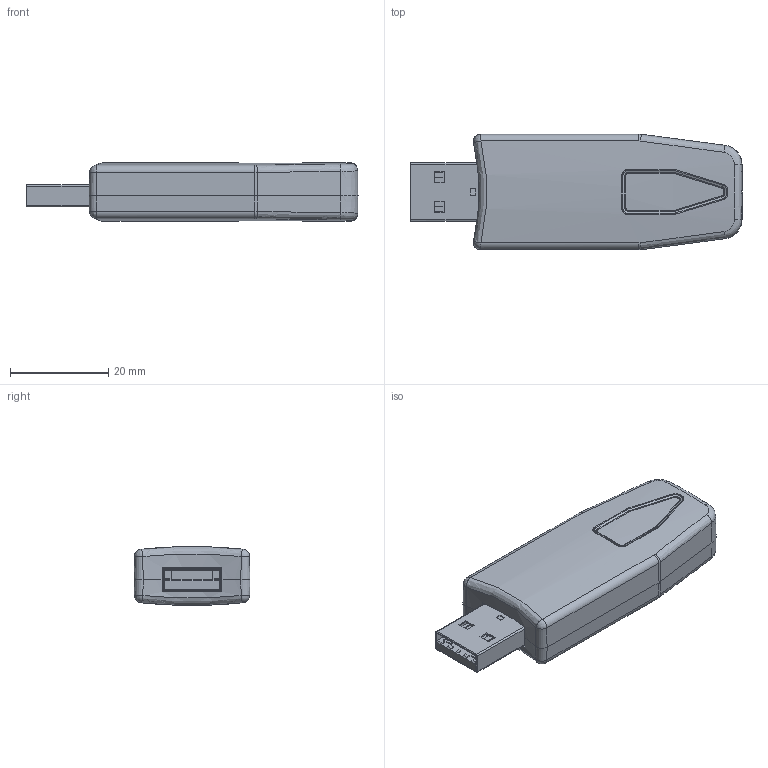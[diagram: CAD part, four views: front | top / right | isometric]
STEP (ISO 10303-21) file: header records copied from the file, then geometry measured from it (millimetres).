
FILE_DESCRIPTION(/* description */ ('Unknown'),/* implementation_level */ '2;1');
FILE_NAME(/* name */ '2605056081001',/* time_stamp */ '2018-08-06T11:19:34+02:00',/* author */ ('Unknown'),/* organization */ ('Unknown'),/* preprocessor_version */ 'ST-DEVELOPER v16.7',/* originating_system */ 'DEX',/* authorisation */ $);
FILE_SCHEMA (('AUTOMOTIVE_DESIGN {1 0 10303 214 3 1 1}'));
Length unit declared in the file: millimetre
Products named in the file (19): 2605056081001; ButtonCover; PCB.par; PCB; 629004113921; 629004113921_Shielding; 629004113921_Pin2; 629004113921_Pin1; 629004113921_Insulator; AMB8626-M; asmPad; ShieldingCabinet; AMB004F; AMB004C; solderPin; Switch-Connector; TopCover; Antenne
Assembly tree (42 placements, depth 5):
  2605056081001
    ButtonCover
    PCB.par
      PCB
      629004113921
        629004113921_Shielding
        629004113921_Pin2  x2
        629004113921_Pin1  x2
        629004113921_Insulator
      AMB8626-M
        PCB
        asmPad
        ShieldingCabinet
          AMB004F
          AMB004C
        solderPin  x23
      Switch-Connector
    TopCover
    Antenne
Bounding box: 67.75 x 23.65 x 12 mm (x, y, z)
Volume: 8014.2 mm3; surface area: 15502.9 mm2
Topology: 53 solids, 53 shells, 2135 faces, 5454 edges, 3474 vertices
Faces by surface type: plane 1289, cylinder 522, bspline 184, cone 92, torus 44, sphere 4
Full cylindrical faces by diameter (mm): 0.8 x8, 0.9 x4, 1.2 x4, 1.5 x1, 2 x2, 2.5 x1
Entity records: 60003 total; most frequent: CARTESIAN_POINT 15426, ORIENTED_EDGE 9318, DIRECTION 8377, EDGE_CURVE 4659, LINE 3035, VECTOR 3035, VERTEX_POINT 3007, AXIS2_PLACEMENT_3D 2671
